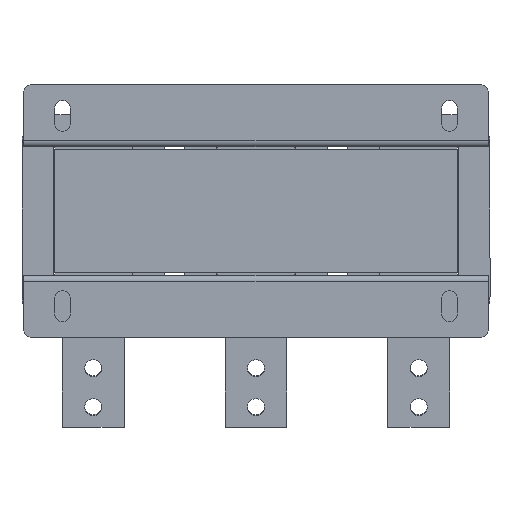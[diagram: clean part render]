
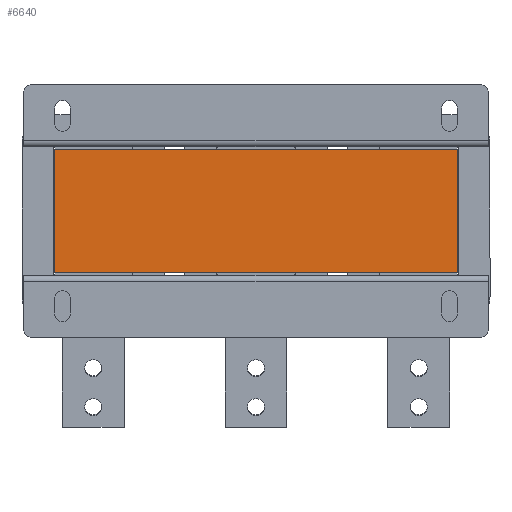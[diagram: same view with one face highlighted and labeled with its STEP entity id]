
A CAD part, front view. The second image highlights one B-rep face of the part: STEP entity #6640.
In plain terms, the highlighted planar face has unit normal (0, -1, 0).
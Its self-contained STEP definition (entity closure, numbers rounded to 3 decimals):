
#124 = CARTESIAN_POINT ( 'NONE',  ( -130., -25., 80. ) ) ;
#156 = FACE_OUTER_BOUND ( 'NONE', #6822, .T. ) ;
#241 = ORIENTED_EDGE ( 'NONE', *, *, #2806, .T. ) ;
#489 = AXIS2_PLACEMENT_3D ( 'NONE', #2337, #6090, #2926 ) ;
#805 = LINE ( 'NONE', #4596, #2507 ) ;
#860 = CARTESIAN_POINT ( 'NONE',  ( -130., -25., 0. ) ) ;
#864 = ORIENTED_EDGE ( 'NONE', *, *, #1370, .T. ) ;
#918 = VERTEX_POINT ( 'NONE', #860 ) ;
#1107 = CARTESIAN_POINT ( 'NONE',  ( 130., -25., 0. ) ) ;
#1370 = EDGE_CURVE ( 'NONE', #3327, #918, #805, .T. ) ;
#2337 = CARTESIAN_POINT ( 'NONE',  ( -130., -25., 80. ) ) ;
#2408 = PLANE ( 'NONE',  #489 ) ;
#2494 = DIRECTION ( 'NONE',  ( 0., 0., -1. ) ) ;
#2507 = VECTOR ( 'NONE', #2494, 1000. ) ;
#2608 = CARTESIAN_POINT ( 'NONE',  ( -130., -25., 0. ) ) ;
#2627 = VERTEX_POINT ( 'NONE', #1107 ) ;
#2644 = LINE ( 'NONE', #2608, #5732 ) ;
#2806 = EDGE_CURVE ( 'NONE', #918, #2627, #2644, .T. ) ;
#2824 = DIRECTION ( 'NONE',  ( 0., 0., -1. ) ) ;
#2892 = DIRECTION ( 'NONE',  ( 1., 0., 0. ) ) ;
#2926 = DIRECTION ( 'NONE',  ( 0., 0., 1. ) ) ;
#3310 = EDGE_CURVE ( 'NONE', #5000, #2627, #5036, .T. ) ;
#3327 = VERTEX_POINT ( 'NONE', #4383 ) ;
#3925 = CARTESIAN_POINT ( 'NONE',  ( 130., -25., 80. ) ) ;
#4016 = ORIENTED_EDGE ( 'NONE', *, *, #3310, .F. ) ;
#4383 = CARTESIAN_POINT ( 'NONE',  ( -130., -25., 80. ) ) ;
#4596 = CARTESIAN_POINT ( 'NONE',  ( -130., -25., 80. ) ) ;
#4777 = VECTOR ( 'NONE', #2824, 1000. ) ;
#4952 = LINE ( 'NONE', #124, #6587 ) ;
#5000 = VERTEX_POINT ( 'NONE', #5247 ) ;
#5036 = LINE ( 'NONE', #3925, #4777 ) ;
#5247 = CARTESIAN_POINT ( 'NONE',  ( 130., -25., 80. ) ) ;
#5732 = VECTOR ( 'NONE', #6368, 1000. ) ;
#5733 = ORIENTED_EDGE ( 'NONE', *, *, #6621, .F. ) ;
#6090 = DIRECTION ( 'NONE',  ( 0., 1., 0. ) ) ;
#6368 = DIRECTION ( 'NONE',  ( 1., 0., 0. ) ) ;
#6587 = VECTOR ( 'NONE', #2892, 1000. ) ;
#6621 = EDGE_CURVE ( 'NONE', #3327, #5000, #4952, .T. ) ;
#6640 = ADVANCED_FACE ( 'NONE', ( #156 ), #2408, .F. ) ;
#6822 = EDGE_LOOP ( 'NONE', ( #241, #4016, #5733, #864 ) ) ;
